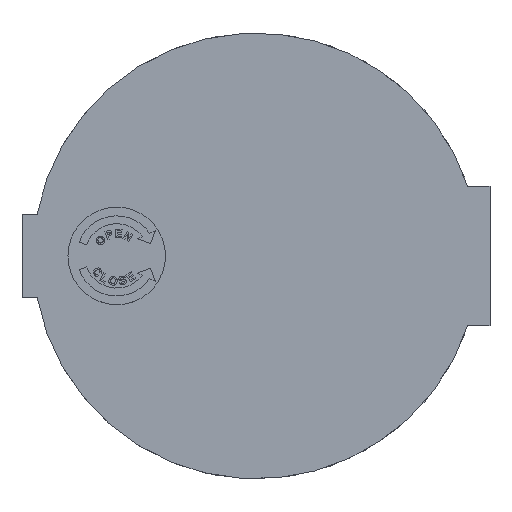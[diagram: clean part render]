
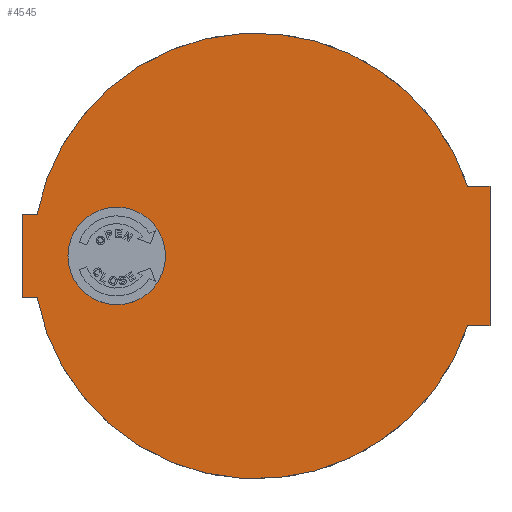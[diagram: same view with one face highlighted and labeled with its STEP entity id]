
A CAD part, top view. The second image highlights one B-rep face of the part: STEP entity #4545.
In plain terms, the highlighted planar face has unit normal (0, 0, 1).
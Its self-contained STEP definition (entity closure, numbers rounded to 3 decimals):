
#140=FACE_BOUND('',#804,.T.);
#189=PLANE('',#4863);
#533=FACE_OUTER_BOUND('',#803,.T.);
#803=EDGE_LOOP('',(#3349,#3350,#3351,#3352,#3353,#3354,#3355,#3356));
#804=EDGE_LOOP('',(#3357));
#1085=LINE('',#6131,#1514);
#1094=LINE('',#6150,#1523);
#1112=LINE('',#6202,#1541);
#1116=LINE('',#6209,#1545);
#1117=LINE('',#6211,#1546);
#1119=LINE('',#6219,#1548);
#1514=VECTOR('',#5191,10.);
#1523=VECTOR('',#5208,10.);
#1541=VECTOR('',#5270,10.);
#1545=VECTOR('',#5276,10.);
#1546=VECTOR('',#5279,10.);
#1548=VECTOR('',#5291,10.);
#1918=CIRCLE('',#4855,5.25);
#1919=CIRCLE('',#4860,80.);
#1920=CIRCLE('',#4862,80.);
#2016=VERTEX_POINT('',#6128);
#2017=VERTEX_POINT('',#6130);
#2023=VERTEX_POINT('',#6148);
#2033=VERTEX_POINT('',#6195);
#2034=VERTEX_POINT('',#6199);
#2035=VERTEX_POINT('',#6201);
#2036=VERTEX_POINT('',#6205);
#2037=VERTEX_POINT('',#6207);
#2038=VERTEX_POINT('',#6215);
#2497=EDGE_CURVE('',#2017,#2016,#1085,.T.);
#2508=EDGE_CURVE('',#2016,#2023,#1094,.T.);
#2529=EDGE_CURVE('',#2033,#2033,#1918,.T.);
#2532=EDGE_CURVE('',#2035,#2034,#1112,.T.);
#2536=EDGE_CURVE('',#2036,#2037,#1116,.T.);
#2537=EDGE_CURVE('',#2037,#2035,#1117,.T.);
#2538=EDGE_CURVE('',#2034,#2017,#1919,.T.);
#2539=EDGE_CURVE('',#2038,#2036,#1920,.T.);
#2541=EDGE_CURVE('',#2023,#2038,#1119,.T.);
#3349=ORIENTED_EDGE('',*,*,#2538,.T.);
#3350=ORIENTED_EDGE('',*,*,#2497,.T.);
#3351=ORIENTED_EDGE('',*,*,#2508,.T.);
#3352=ORIENTED_EDGE('',*,*,#2541,.T.);
#3353=ORIENTED_EDGE('',*,*,#2539,.T.);
#3354=ORIENTED_EDGE('',*,*,#2536,.T.);
#3355=ORIENTED_EDGE('',*,*,#2537,.T.);
#3356=ORIENTED_EDGE('',*,*,#2532,.T.);
#3357=ORIENTED_EDGE('',*,*,#2529,.T.);
#4545=ADVANCED_FACE('',(#533,#140),#189,.T.);
#4855=AXIS2_PLACEMENT_3D('',#6196,#5264,#5265);
#4860=AXIS2_PLACEMENT_3D('',#6213,#5282,#5283);
#4862=AXIS2_PLACEMENT_3D('',#6216,#5286,#5287);
#4863=AXIS2_PLACEMENT_3D('',#6218,#5289,#5290);
#5191=DIRECTION('',(1.,0.,0.));
#5208=DIRECTION('',(0.,1.,0.));
#5264=DIRECTION('center_axis',(0.,0.,-1.));
#5265=DIRECTION('ref_axis',(1.,0.,0.));
#5270=DIRECTION('',(1.,0.,0.));
#5276=DIRECTION('',(-1.,0.,0.));
#5279=DIRECTION('',(0.,-1.,0.));
#5282=DIRECTION('center_axis',(0.,0.,1.));
#5283=DIRECTION('ref_axis',(1.,0.,0.));
#5286=DIRECTION('center_axis',(0.,0.,1.));
#5287=DIRECTION('ref_axis',(1.,0.,0.));
#5289=DIRECTION('center_axis',(0.,0.,1.));
#5290=DIRECTION('ref_axis',(1.,0.,0.));
#5291=DIRECTION('',(-1.,0.,0.));
#6128=CARTESIAN_POINT('',(84.,-25.,5.));
#6130=CARTESIAN_POINT('',(75.993,-25.,5.));
#6131=CARTESIAN_POINT('',(70.,-25.,5.));
#6148=CARTESIAN_POINT('',(84.,25.,5.));
#6150=CARTESIAN_POINT('',(84.,-25.,5.));
#6195=CARTESIAN_POINT('',(-55.25,0.,5.));
#6196=CARTESIAN_POINT('Origin',(-50.,0.,5.));
#6199=CARTESIAN_POINT('',(-78.581,-15.,5.));
#6201=CARTESIAN_POINT('',(-84.,-15.,5.));
#6202=CARTESIAN_POINT('',(-84.,-15.,5.));
#6205=CARTESIAN_POINT('',(-78.581,15.,5.));
#6207=CARTESIAN_POINT('',(-84.,15.,5.));
#6209=CARTESIAN_POINT('',(-75.,15.,5.));
#6211=CARTESIAN_POINT('',(-84.,15.,5.));
#6213=CARTESIAN_POINT('Origin',(0.,0.,5.));
#6215=CARTESIAN_POINT('',(75.993,25.,5.));
#6216=CARTESIAN_POINT('Origin',(0.,0.,5.));
#6218=CARTESIAN_POINT('Origin',(0.,0.,5.));
#6219=CARTESIAN_POINT('',(84.,25.,5.));
